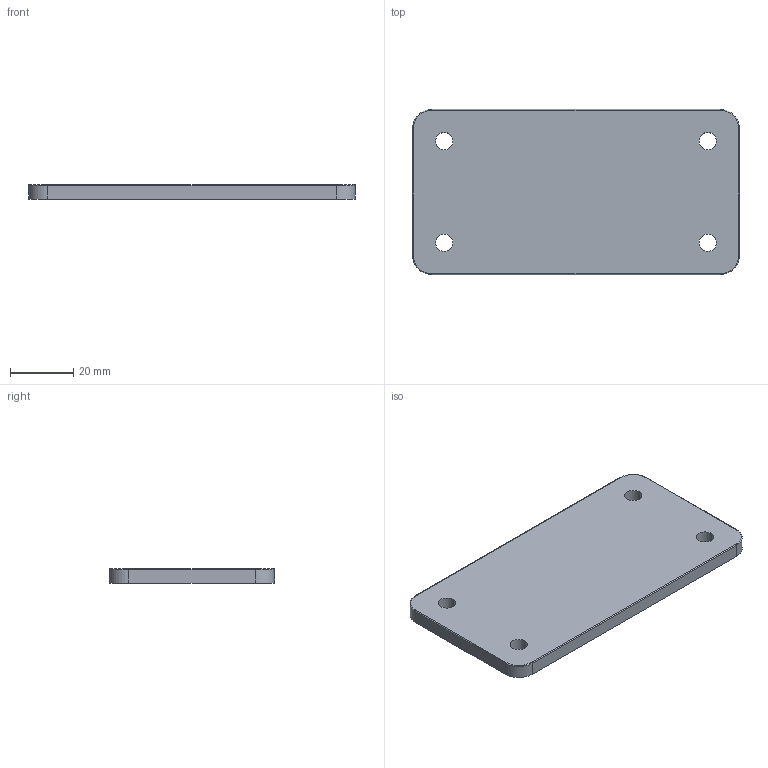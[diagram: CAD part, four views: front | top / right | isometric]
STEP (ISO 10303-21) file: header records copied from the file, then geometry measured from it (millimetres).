
FILE_DESCRIPTION(('STEP AP242'),'1');
FILE_NAME('42015.stp','2020-06-03T12:21:13',('TraceParts'),('TraceParts S.A.'),'Spatial InterOp 3D',' ',' ');
FILE_SCHEMA(('AP242_MANAGED_MODEL_BASED_3D_ENGINEERING_MIM_LF {1 0 10303 442 1 1 4}'));
Length unit declared in the file: millimetre
Products named in the file (1): 42015
Bounding box: 103 x 52 x 4.5 mm (x, y, z)
Volume: 11438.9 mm3; surface area: 14359 mm2
Topology: 1 solids, 1 shells, 57 faces, 148 edges, 96 vertices
Faces by surface type: cylinder 32, plane 21, torus 4
Entity records: 2263 total; most frequent: DIRECTION 332, CARTESIAN_POINT 302, ORIENTED_EDGE 296, EDGE_CURVE 148, AXIS2_PLACEMENT_3D 126, VERTEX_POINT 96, LINE 80, VECTOR 80
